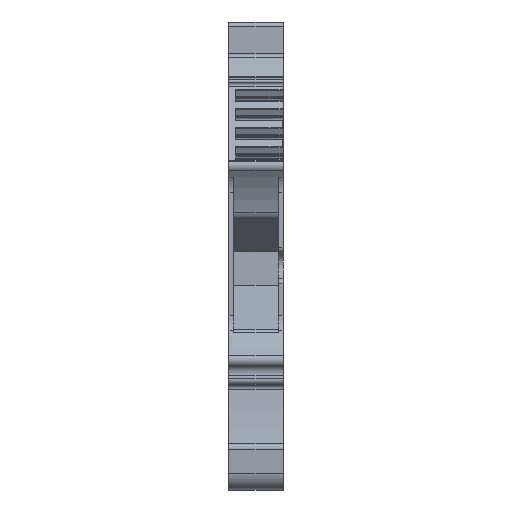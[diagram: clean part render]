
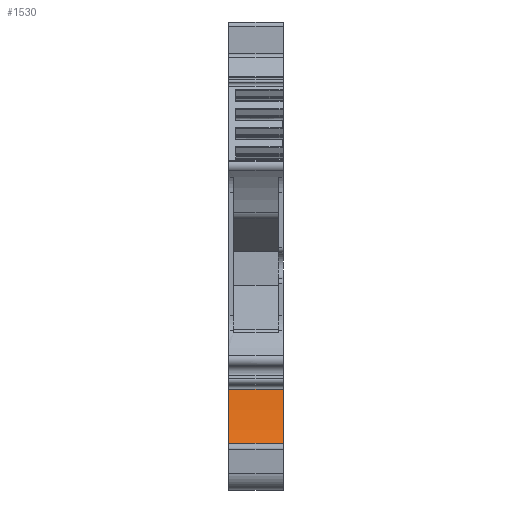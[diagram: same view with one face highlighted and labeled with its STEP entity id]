
A CAD part, front view. The second image highlights one B-rep face of the part: STEP entity #1530.
In plain terms, the highlighted cylindrical face has radius 35 mm (diameter 70 mm), a partial arc.
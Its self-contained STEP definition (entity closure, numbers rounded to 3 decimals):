
#1503=AXIS2_PLACEMENT_3D('Cylinder Axis2P3D',#1500,#1501,#1502) ;
#1507=AXIS2_PLACEMENT_3D('Circle Axis2P3D',#1505,#1506,$) ;
#1521=AXIS2_PLACEMENT_3D('Circle Axis2P3D',#1519,#1520,$) ;
#1478=CARTESIAN_POINT('Vertex',(0.,4.722,11.342)) ;
#1481=CARTESIAN_POINT('Line Origine',(3.05,4.722,11.342)) ;
#1485=CARTESIAN_POINT('Vertex',(6.1,4.722,11.342)) ;
#1500=CARTESIAN_POINT('Axis2P3D Location',(3.05,-30.038,15.436)) ;
#1505=CARTESIAN_POINT('Axis2P3D Location',(0.,-30.038,15.436)) ;
#1509=CARTESIAN_POINT('Vertex',(0.,3.237,4.584)) ;
#1512=CARTESIAN_POINT('Line Origine',(3.05,3.237,4.584)) ;
#1516=CARTESIAN_POINT('Vertex',(6.1,3.237,4.584)) ;
#1519=CARTESIAN_POINT('Axis2P3D Location',(6.1,-30.038,15.436)) ;
#1482=DIRECTION('Vector Direction',(1.,0.,0.)) ;
#1501=DIRECTION('Axis2P3D Direction',(1.,0.,0.)) ;
#1502=DIRECTION('Axis2P3D XDirection',(0.,0.951,-0.31)) ;
#1506=DIRECTION('Axis2P3D Direction',(1.,0.,0.)) ;
#1513=DIRECTION('Vector Direction',(1.,0.,0.)) ;
#1520=DIRECTION('Axis2P3D Direction',(1.,0.,0.)) ;
#1483=VECTOR('Line Direction',#1482,1.) ;
#1514=VECTOR('Line Direction',#1513,1.) ;
#1525=ORIENTED_EDGE('',*,*,#1487,.F.) ;
#1526=ORIENTED_EDGE('',*,*,#1511,.T.) ;
#1527=ORIENTED_EDGE('',*,*,#1518,.F.) ;
#1528=ORIENTED_EDGE('',*,*,#1523,.F.) ;
#1530=ADVANCED_FACE('Hauptk\X2\00F6\X0\rper',(#1529),#1504,.F.) ;
#1508=CIRCLE('generated circle',#1507,35.) ;
#1522=CIRCLE('generated circle',#1521,35.) ;
#1504=CYLINDRICAL_SURFACE('generated cylinder',#1503,35.) ;
#1487=EDGE_CURVE('',#1479,#1486,#1484,.T.) ;
#1511=EDGE_CURVE('',#1479,#1510,#1508,.F.) ;
#1518=EDGE_CURVE('',#1517,#1510,#1515,.F.) ;
#1523=EDGE_CURVE('',#1486,#1517,#1522,.F.) ;
#1524=EDGE_LOOP('',(#1525,#1526,#1527,#1528)) ;
#1529=FACE_OUTER_BOUND('',#1524,.T.) ;
#1484=LINE('Line',#1481,#1483) ;
#1515=LINE('Line',#1512,#1514) ;
#1479=VERTEX_POINT('',#1478) ;
#1486=VERTEX_POINT('',#1485) ;
#1510=VERTEX_POINT('',#1509) ;
#1517=VERTEX_POINT('',#1516) ;
